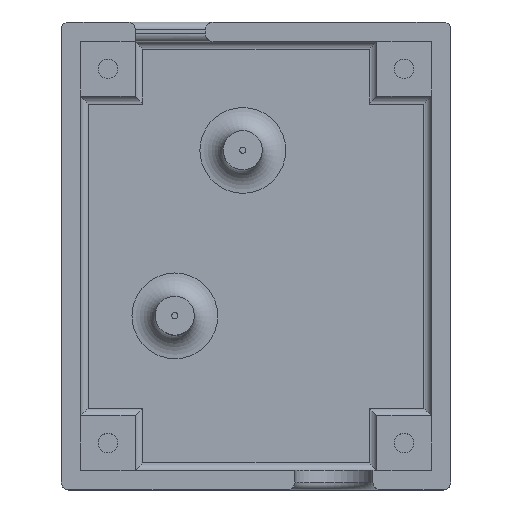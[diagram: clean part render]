
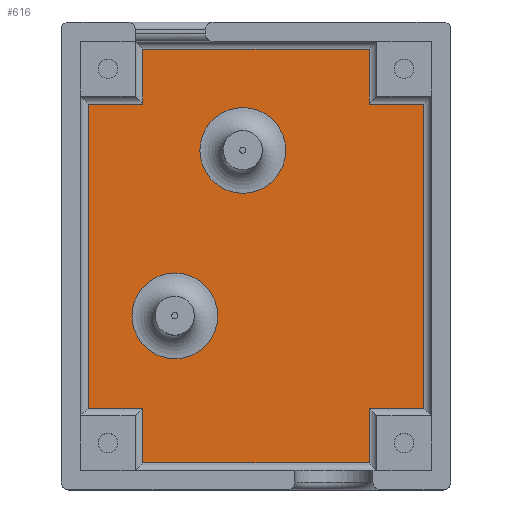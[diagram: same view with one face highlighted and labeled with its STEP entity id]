
A CAD part, top view. The second image highlights one B-rep face of the part: STEP entity #616.
In plain terms, the highlighted planar face has unit normal (0, 0, 1).
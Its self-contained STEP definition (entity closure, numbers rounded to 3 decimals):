
#126 = VERTEX_POINT('',#127);
#127 = CARTESIAN_POINT('',(14.5,-26.5,2.5));
#134 = EDGE_CURVE('',#126,#135,#137,.T.);
#135 = VERTEX_POINT('',#136);
#136 = CARTESIAN_POINT('',(-14.5,-26.5,2.5));
#137 = LINE('',#138,#139);
#138 = CARTESIAN_POINT('',(15.5,-26.5,2.5));
#139 = VECTOR('',#140,1.);
#140 = DIRECTION('',(-1.,0.,0.));
#521 = VERTEX_POINT('',#522);
#522 = CARTESIAN_POINT('',(-14.5,-19.5,2.5));
#529 = EDGE_CURVE('',#135,#521,#530,.T.);
#530 = LINE('',#531,#532);
#531 = CARTESIAN_POINT('',(-14.5,-27.5,2.5));
#532 = VECTOR('',#533,1.);
#533 = DIRECTION('',(0.,1.,0.));
#598 = VERTEX_POINT('',#599);
#599 = CARTESIAN_POINT('',(14.5,-19.5,2.5));
#606 = EDGE_CURVE('',#126,#598,#607,.T.);
#607 = LINE('',#608,#609);
#608 = CARTESIAN_POINT('',(14.5,-27.5,2.5));
#609 = VECTOR('',#610,1.);
#610 = DIRECTION('',(0.,1.,0.));
#616 = ADVANCED_FACE('',(#617,#692,#703),#714,.T.);
#617 = FACE_BOUND('',#618,.T.);
#618 = EDGE_LOOP('',(#619,#627,#635,#643,#651,#659,#667,#675,#683,#689,
    #690,#691));
#619 = ORIENTED_EDGE('',*,*,#620,.T.);
#620 = EDGE_CURVE('',#598,#621,#623,.T.);
#621 = VERTEX_POINT('',#622);
#622 = CARTESIAN_POINT('',(21.5,-19.5,2.5));
#623 = LINE('',#624,#625);
#624 = CARTESIAN_POINT('',(15.5,-19.5,2.5));
#625 = VECTOR('',#626,1.);
#626 = DIRECTION('',(1.,0.,0.));
#627 = ORIENTED_EDGE('',*,*,#628,.F.);
#628 = EDGE_CURVE('',#629,#621,#631,.T.);
#629 = VERTEX_POINT('',#630);
#630 = CARTESIAN_POINT('',(21.5,19.5,2.5));
#631 = LINE('',#632,#633);
#632 = CARTESIAN_POINT('',(21.5,20.5,2.5));
#633 = VECTOR('',#634,1.);
#634 = DIRECTION('',(0.,-1.,0.));
#635 = ORIENTED_EDGE('',*,*,#636,.F.);
#636 = EDGE_CURVE('',#637,#629,#639,.T.);
#637 = VERTEX_POINT('',#638);
#638 = CARTESIAN_POINT('',(14.5,19.5,2.5));
#639 = LINE('',#640,#641);
#640 = CARTESIAN_POINT('',(15.5,19.5,2.5));
#641 = VECTOR('',#642,1.);
#642 = DIRECTION('',(1.,0.,0.));
#643 = ORIENTED_EDGE('',*,*,#644,.F.);
#644 = EDGE_CURVE('',#645,#637,#647,.T.);
#645 = VERTEX_POINT('',#646);
#646 = CARTESIAN_POINT('',(14.5,26.5,2.5));
#647 = LINE('',#648,#649);
#648 = CARTESIAN_POINT('',(14.5,27.5,2.5));
#649 = VECTOR('',#650,1.);
#650 = DIRECTION('',(-0.,-1.,-0.));
#651 = ORIENTED_EDGE('',*,*,#652,.F.);
#652 = EDGE_CURVE('',#653,#645,#655,.T.);
#653 = VERTEX_POINT('',#654);
#654 = CARTESIAN_POINT('',(-14.5,26.5,2.5));
#655 = LINE('',#656,#657);
#656 = CARTESIAN_POINT('',(-15.5,26.5,2.5));
#657 = VECTOR('',#658,1.);
#658 = DIRECTION('',(1.,0.,0.));
#659 = ORIENTED_EDGE('',*,*,#660,.T.);
#660 = EDGE_CURVE('',#653,#661,#663,.T.);
#661 = VERTEX_POINT('',#662);
#662 = CARTESIAN_POINT('',(-14.5,19.5,2.5));
#663 = LINE('',#664,#665);
#664 = CARTESIAN_POINT('',(-14.5,27.5,2.5));
#665 = VECTOR('',#666,1.);
#666 = DIRECTION('',(0.,-1.,0.));
#667 = ORIENTED_EDGE('',*,*,#668,.T.);
#668 = EDGE_CURVE('',#661,#669,#671,.T.);
#669 = VERTEX_POINT('',#670);
#670 = CARTESIAN_POINT('',(-21.5,19.5,2.5));
#671 = LINE('',#672,#673);
#672 = CARTESIAN_POINT('',(-15.5,19.5,2.5));
#673 = VECTOR('',#674,1.);
#674 = DIRECTION('',(-1.,0.,0.));
#675 = ORIENTED_EDGE('',*,*,#676,.F.);
#676 = EDGE_CURVE('',#677,#669,#679,.T.);
#677 = VERTEX_POINT('',#678);
#678 = CARTESIAN_POINT('',(-21.5,-19.5,2.5));
#679 = LINE('',#680,#681);
#680 = CARTESIAN_POINT('',(-21.5,-20.5,2.5));
#681 = VECTOR('',#682,1.);
#682 = DIRECTION('',(0.,1.,0.));
#683 = ORIENTED_EDGE('',*,*,#684,.F.);
#684 = EDGE_CURVE('',#521,#677,#685,.T.);
#685 = LINE('',#686,#687);
#686 = CARTESIAN_POINT('',(-15.5,-19.5,2.5));
#687 = VECTOR('',#688,1.);
#688 = DIRECTION('',(-1.,-0.,-0.));
#689 = ORIENTED_EDGE('',*,*,#529,.F.);
#690 = ORIENTED_EDGE('',*,*,#134,.F.);
#691 = ORIENTED_EDGE('',*,*,#606,.T.);
#692 = FACE_BOUND('',#693,.T.);
#693 = EDGE_LOOP('',(#694));
#694 = ORIENTED_EDGE('',*,*,#695,.F.);
#695 = EDGE_CURVE('',#696,#696,#698,.T.);
#696 = VERTEX_POINT('',#697);
#697 = CARTESIAN_POINT('',(-4.915,-7.665,2.5));
#698 = CIRCLE('',#699,5.5);
#699 = AXIS2_PLACEMENT_3D('',#700,#701,#702);
#700 = CARTESIAN_POINT('',(-10.415,-7.665,2.5));
#701 = DIRECTION('',(0.,0.,1.));
#702 = DIRECTION('',(1.,0.,0.));
#703 = FACE_BOUND('',#704,.T.);
#704 = EDGE_LOOP('',(#705));
#705 = ORIENTED_EDGE('',*,*,#706,.F.);
#706 = EDGE_CURVE('',#707,#707,#709,.T.);
#707 = VERTEX_POINT('',#708);
#708 = CARTESIAN_POINT('',(3.805,13.555,2.5));
#709 = CIRCLE('',#710,5.5);
#710 = AXIS2_PLACEMENT_3D('',#711,#712,#713);
#711 = CARTESIAN_POINT('',(-1.695,13.555,2.5));
#712 = DIRECTION('',(0.,0.,1.));
#713 = DIRECTION('',(1.,0.,0.));
#714 = PLANE('',#715);
#715 = AXIS2_PLACEMENT_3D('',#716,#717,#718);
#716 = CARTESIAN_POINT('',(0.,0.,2.5));
#717 = DIRECTION('',(0.,0.,1.));
#718 = DIRECTION('',(1.,0.,0.));
